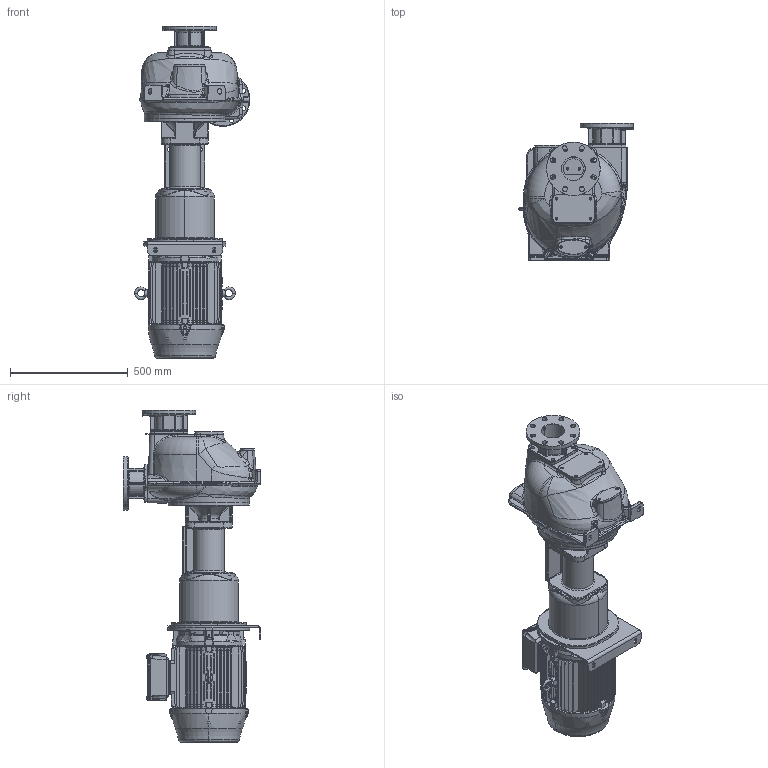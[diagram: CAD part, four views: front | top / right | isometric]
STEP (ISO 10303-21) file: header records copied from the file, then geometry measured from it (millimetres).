
FILE_DESCRIPTION((''),'2;1');
FILE_NAME('ESPORTAZIONE_SW0007','2022-11-10T16:33:54',('Nicola'),(''),'CREO PARAMETRIC BY PTC INC, 2020354','CREO PARAMETRIC BY PTC INC, 2020354','');
FILE_SCHEMA(('CONFIG_CONTROL_DESIGN'));
Products named in the file (1): ESPORTAZIONE_SW0007
Bounding box: 487.83 x 584 x 1412.75 mm (x, y, z)
Volume: 96676290.6 mm3; surface area: 3005990.9 mm2
Topology: 4 solids, 4 shells, 3258 faces, 8424 edges, 5253 vertices
Faces by surface type: plane 1057, cylinder 1014, bspline 542, cone 386, torus 200, sphere 48, extrusion 11
Entity records: 135435 total; most frequent: CARTESIAN_POINT 60004, ORIENTED_EDGE 16730, DIRECTION 14577, EDGE_CURVE 8365, AXIS2_PLACEMENT_3D 5616, VERTEX_POINT 5253, EDGE_LOOP 3486, VECTOR 3345
